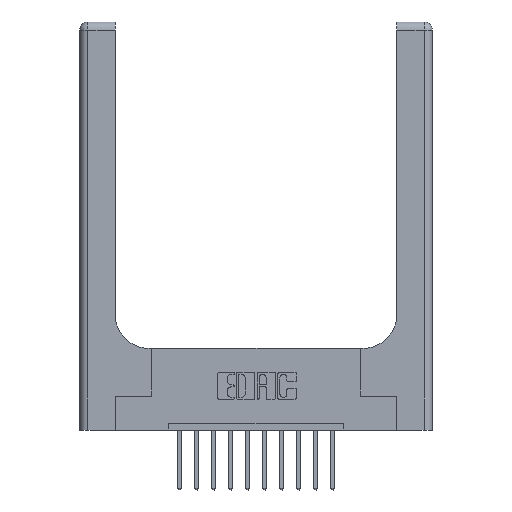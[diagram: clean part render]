
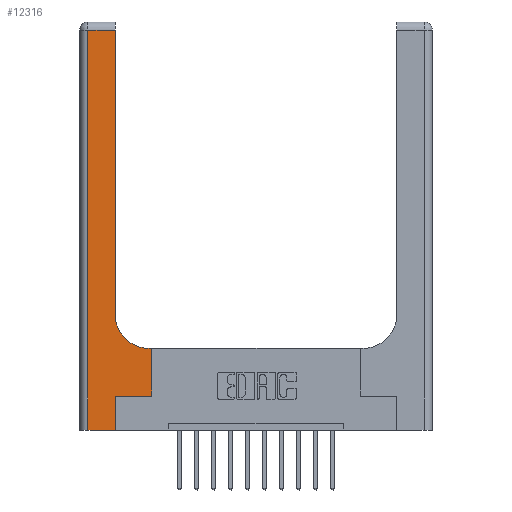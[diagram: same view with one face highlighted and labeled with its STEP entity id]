
A CAD part, top view. The second image highlights one B-rep face of the part: STEP entity #12316.
In plain terms, the highlighted planar face has unit normal (0, 0, 1).
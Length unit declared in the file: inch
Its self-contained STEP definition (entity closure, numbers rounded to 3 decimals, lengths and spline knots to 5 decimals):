
#468 = CARTESIAN_POINT ( 'NONE',  ( 0.26, 0.6, 0.37 ) ) ;
#522 = VECTOR ( 'NONE', #1357, 39.37008 ) ;
#673 = CARTESIAN_POINT ( 'NONE',  ( 0.265, 0., 0.37 ) ) ;
#719 = EDGE_CURVE ( 'NONE', #4541, #9484, #12612, .T. ) ;
#944 = VERTEX_POINT ( 'NONE', #992 ) ;
#992 = CARTESIAN_POINT ( 'NONE',  ( 0.26, 0.85, 0.37 ) ) ;
#1356 = LINE ( 'NONE', #11572, #14072 ) ;
#1357 = DIRECTION ( 'NONE',  ( 0., 1., 0. ) ) ;
#1428 = DIRECTION ( 'NONE',  ( -1., 0., 0. ) ) ;
#1440 = DIRECTION ( 'NONE',  ( -1., 0., 0. ) ) ;
#1496 = EDGE_CURVE ( 'NONE', #7533, #944, #5144, .T. ) ;
#1500 = VERTEX_POINT ( 'NONE', #4933 ) ;
#1567 = DIRECTION ( 'NONE',  ( 0., 1., 0. ) ) ;
#1757 = CARTESIAN_POINT ( 'NONE',  ( 0., 3., 0.37 ) ) ;
#1905 = VERTEX_POINT ( 'NONE', #8602 ) ;
#1929 = EDGE_CURVE ( 'NONE', #1500, #1905, #1356, .T. ) ;
#1977 = VERTEX_POINT ( 'NONE', #7771 ) ;
#2297 = VECTOR ( 'NONE', #1567, 39.37008 ) ;
#2441 = EDGE_CURVE ( 'NONE', #8584, #4541, #13090, .T. ) ;
#2539 = VECTOR ( 'NONE', #12772, 39.37008 ) ;
#2584 = DIRECTION ( 'NONE',  ( 1., 0., 0. ) ) ;
#2807 = ORIENTED_EDGE ( 'NONE', *, *, #3103, .T. ) ;
#3103 = EDGE_CURVE ( 'NONE', #944, #5948, #14934, .T. ) ;
#3453 = DIRECTION ( 'NONE',  ( 0., 0., -1. ) ) ;
#3468 = VECTOR ( 'NONE', #13951, 39.37008 ) ;
#3842 = CARTESIAN_POINT ( 'NONE',  ( 0.528, 0.25, 0.37 ) ) ;
#3859 = DIRECTION ( 'NONE',  ( 0., 0., -1. ) ) ;
#4015 = DIRECTION ( 'NONE',  ( 0., -1., 0. ) ) ;
#4061 = DIRECTION ( 'NONE',  ( 1., 0., 0. ) ) ;
#4541 = VERTEX_POINT ( 'NONE', #9728 ) ;
#4620 = EDGE_CURVE ( 'NONE', #5948, #1500, #6512, .T. ) ;
#4933 = CARTESIAN_POINT ( 'NONE',  ( 0.06, 2.94, 0.37 ) ) ;
#5144 = CIRCLE ( 'NONE', #14095, 0.25 ) ;
#5328 = FACE_OUTER_BOUND ( 'NONE', #12679, .T. ) ;
#5362 = ORIENTED_EDGE ( 'NONE', *, *, #9548, .T. ) ;
#5625 = VECTOR ( 'NONE', #4061, 39.37008 ) ;
#5948 = VERTEX_POINT ( 'NONE', #12032 ) ;
#6308 = ORIENTED_EDGE ( 'NONE', *, *, #719, .T. ) ;
#6512 = LINE ( 'NONE', #10217, #3468 ) ;
#7344 = ORIENTED_EDGE ( 'NONE', *, *, #8893, .T. ) ;
#7533 = VERTEX_POINT ( 'NONE', #9770 ) ;
#7771 = CARTESIAN_POINT ( 'NONE',  ( 0.528, 0.6, 0.37 ) ) ;
#8248 = CARTESIAN_POINT ( 'NONE',  ( 0.265, 0., 0.37 ) ) ;
#8584 = VERTEX_POINT ( 'NONE', #8248 ) ;
#8602 = CARTESIAN_POINT ( 'NONE',  ( 0.06, 0., 0.37 ) ) ;
#8893 = EDGE_CURVE ( 'NONE', #1905, #8584, #11545, .T. ) ;
#9187 = EDGE_CURVE ( 'NONE', #9484, #1977, #10031, .T. ) ;
#9460 = ORIENTED_EDGE ( 'NONE', *, *, #9187, .T. ) ;
#9484 = VERTEX_POINT ( 'NONE', #3842 ) ;
#9548 = EDGE_CURVE ( 'NONE', #1977, #7533, #15246, .T. ) ;
#9728 = CARTESIAN_POINT ( 'NONE',  ( 0.265, 0.25, 0.37 ) ) ;
#9770 = CARTESIAN_POINT ( 'NONE',  ( 0.51, 0.6, 0.37 ) ) ;
#10031 = LINE ( 'NONE', #13927, #12970 ) ;
#10126 = AXIS2_PLACEMENT_3D ( 'NONE', #1757, #3859, #1440 ) ;
#10217 = CARTESIAN_POINT ( 'NONE',  ( 0., 2.94, 0.37 ) ) ;
#10556 = ORIENTED_EDGE ( 'NONE', *, *, #4620, .T. ) ;
#10932 = VECTOR ( 'NONE', #1428, 39.37008 ) ;
#11545 = LINE ( 'NONE', #15296, #5625 ) ;
#11572 = CARTESIAN_POINT ( 'NONE',  ( 0.06, 3., 0.37 ) ) ;
#12032 = CARTESIAN_POINT ( 'NONE',  ( 0.26, 2.94, 0.37 ) ) ;
#12056 = ORIENTED_EDGE ( 'NONE', *, *, #1496, .T. ) ;
#12138 = ORIENTED_EDGE ( 'NONE', *, *, #2441, .T. ) ;
#12316 = ADVANCED_FACE ( 'NONE', ( #5328 ), #12642, .F. ) ;
#12396 = CARTESIAN_POINT ( 'NONE',  ( 0.26, 3., 0.37 ) ) ;
#12612 = LINE ( 'NONE', #15064, #2539 ) ;
#12642 = PLANE ( 'NONE',  #10126 ) ;
#12679 = EDGE_LOOP ( 'NONE', ( #2807, #10556, #13209, #7344, #12138, #6308, #9460, #5362, #12056 ) ) ;
#12772 = DIRECTION ( 'NONE',  ( 1., 0., 0. ) ) ;
#12970 = VECTOR ( 'NONE', #14963, 39.37008 ) ;
#13090 = LINE ( 'NONE', #673, #2297 ) ;
#13209 = ORIENTED_EDGE ( 'NONE', *, *, #1929, .T. ) ;
#13927 = CARTESIAN_POINT ( 'NONE',  ( 0.528, 0.25, 0.37 ) ) ;
#13951 = DIRECTION ( 'NONE',  ( -1., 0., 0. ) ) ;
#14072 = VECTOR ( 'NONE', #4015, 39.37008 ) ;
#14095 = AXIS2_PLACEMENT_3D ( 'NONE', #14715, #3453, #2584 ) ;
#14715 = CARTESIAN_POINT ( 'NONE',  ( 0.51, 0.85, 0.37 ) ) ;
#14934 = LINE ( 'NONE', #12396, #522 ) ;
#14963 = DIRECTION ( 'NONE',  ( 0., 1., 0. ) ) ;
#15064 = CARTESIAN_POINT ( 'NONE',  ( 0.265, 0.25, 0.37 ) ) ;
#15246 = LINE ( 'NONE', #468, #10932 ) ;
#15296 = CARTESIAN_POINT ( 'NONE',  ( 0., 0., 0.37 ) ) ;
